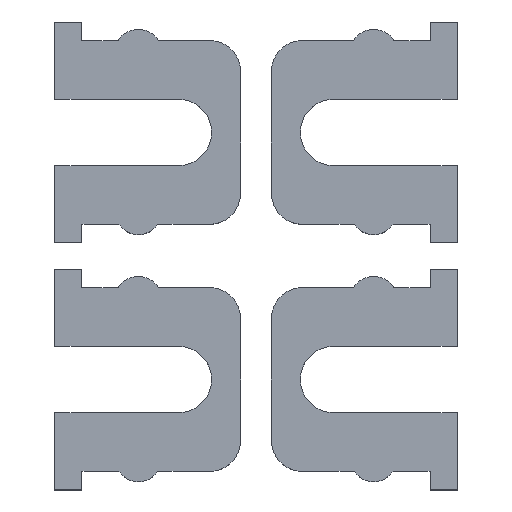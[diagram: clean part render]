
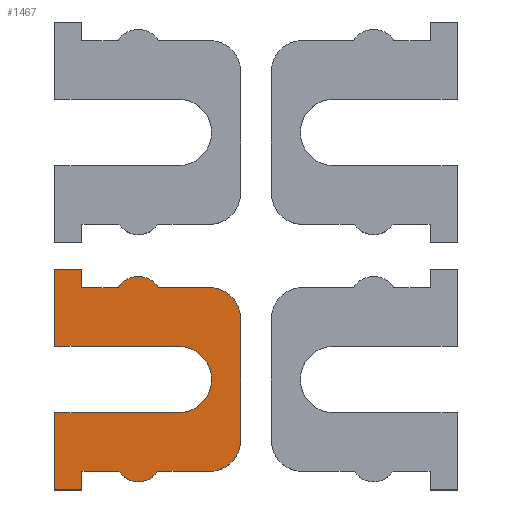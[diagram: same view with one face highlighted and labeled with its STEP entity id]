
A CAD part, top view. The second image highlights one B-rep face of the part: STEP entity #1467.
In plain terms, the highlighted planar face has unit normal (0, 0, 1).
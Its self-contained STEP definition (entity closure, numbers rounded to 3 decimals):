
#37=PLANE('',#1576);
#103=FACE_OUTER_BOUND('',#183,.T.);
#183=EDGE_LOOP('',(#1109,#1110,#1111,#1112,#1113,#1114,#1115,#1116,#1117,
#1118,#1119,#1120,#1121,#1122,#1123,#1124,#1125,#1126));
#287=LINE('',#2202,#463);
#290=LINE('',#2208,#466);
#291=LINE('',#2212,#467);
#292=LINE('',#2216,#468);
#293=LINE('',#2218,#469);
#294=LINE('',#2220,#470);
#295=LINE('',#2222,#471);
#296=LINE('',#2224,#472);
#297=LINE('',#2228,#473);
#298=LINE('',#2230,#474);
#299=LINE('',#2232,#475);
#300=LINE('',#2234,#476);
#301=LINE('',#2236,#477);
#463=VECTOR('',#1778,10.);
#466=VECTOR('',#1783,10.);
#467=VECTOR('',#1786,10.);
#468=VECTOR('',#1789,10.);
#469=VECTOR('',#1790,10.);
#470=VECTOR('',#1791,10.);
#471=VECTOR('',#1792,10.);
#472=VECTOR('',#1793,10.);
#473=VECTOR('',#1796,10.);
#474=VECTOR('',#1797,10.);
#475=VECTOR('',#1798,10.);
#476=VECTOR('',#1799,10.);
#477=VECTOR('',#1800,10.);
#604=CIRCLE('',#1574,2.);
#605=CIRCLE('',#1577,2.);
#606=CIRCLE('',#1578,1.553);
#607=CIRCLE('',#1579,2.15);
#608=CIRCLE('',#1580,1.508);
#671=VERTEX_POINT('',#2195);
#672=VERTEX_POINT('',#2197);
#673=VERTEX_POINT('',#2201);
#675=VERTEX_POINT('',#2207);
#676=VERTEX_POINT('',#2209);
#677=VERTEX_POINT('',#2211);
#678=VERTEX_POINT('',#2213);
#679=VERTEX_POINT('',#2215);
#680=VERTEX_POINT('',#2217);
#681=VERTEX_POINT('',#2219);
#682=VERTEX_POINT('',#2221);
#683=VERTEX_POINT('',#2223);
#684=VERTEX_POINT('',#2225);
#685=VERTEX_POINT('',#2227);
#686=VERTEX_POINT('',#2229);
#687=VERTEX_POINT('',#2231);
#688=VERTEX_POINT('',#2233);
#689=VERTEX_POINT('',#2235);
#833=EDGE_CURVE('',#671,#672,#604,.T.);
#835=EDGE_CURVE('',#672,#673,#287,.T.);
#838=EDGE_CURVE('',#671,#675,#290,.T.);
#839=EDGE_CURVE('',#676,#675,#605,.T.);
#840=EDGE_CURVE('',#677,#676,#291,.T.);
#841=EDGE_CURVE('',#677,#678,#606,.T.);
#842=EDGE_CURVE('',#679,#678,#292,.T.);
#843=EDGE_CURVE('',#679,#680,#293,.T.);
#844=EDGE_CURVE('',#680,#681,#294,.T.);
#845=EDGE_CURVE('',#681,#682,#295,.T.);
#846=EDGE_CURVE('',#682,#683,#296,.T.);
#847=EDGE_CURVE('',#684,#683,#607,.T.);
#848=EDGE_CURVE('',#685,#684,#297,.T.);
#849=EDGE_CURVE('',#686,#685,#298,.T.);
#850=EDGE_CURVE('',#687,#686,#299,.T.);
#851=EDGE_CURVE('',#688,#687,#300,.T.);
#852=EDGE_CURVE('',#689,#688,#301,.T.);
#853=EDGE_CURVE('',#689,#673,#608,.T.);
#1109=ORIENTED_EDGE('',*,*,#833,.F.);
#1110=ORIENTED_EDGE('',*,*,#838,.T.);
#1111=ORIENTED_EDGE('',*,*,#839,.F.);
#1112=ORIENTED_EDGE('',*,*,#840,.F.);
#1113=ORIENTED_EDGE('',*,*,#841,.T.);
#1114=ORIENTED_EDGE('',*,*,#842,.F.);
#1115=ORIENTED_EDGE('',*,*,#843,.T.);
#1116=ORIENTED_EDGE('',*,*,#844,.T.);
#1117=ORIENTED_EDGE('',*,*,#845,.T.);
#1118=ORIENTED_EDGE('',*,*,#846,.T.);
#1119=ORIENTED_EDGE('',*,*,#847,.F.);
#1120=ORIENTED_EDGE('',*,*,#848,.F.);
#1121=ORIENTED_EDGE('',*,*,#849,.F.);
#1122=ORIENTED_EDGE('',*,*,#850,.F.);
#1123=ORIENTED_EDGE('',*,*,#851,.F.);
#1124=ORIENTED_EDGE('',*,*,#852,.F.);
#1125=ORIENTED_EDGE('',*,*,#853,.T.);
#1126=ORIENTED_EDGE('',*,*,#835,.F.);
#1467=ADVANCED_FACE('',(#103),#37,.T.);
#1574=AXIS2_PLACEMENT_3D('',#2198,#1773,#1774);
#1576=AXIS2_PLACEMENT_3D('',#2206,#1781,#1782);
#1577=AXIS2_PLACEMENT_3D('',#2210,#1784,#1785);
#1578=AXIS2_PLACEMENT_3D('',#2214,#1787,#1788);
#1579=AXIS2_PLACEMENT_3D('',#2226,#1794,#1795);
#1580=AXIS2_PLACEMENT_3D('',#2237,#1801,#1802);
#1773=DIRECTION('center_axis',(0.,0.,-1.));
#1774=DIRECTION('ref_axis',(0.707,-0.707,0.));
#1778=DIRECTION('',(-1.,0.,0.));
#1781=DIRECTION('center_axis',(0.,0.,1.));
#1782=DIRECTION('ref_axis',(-1.,0.,0.));
#1783=DIRECTION('',(0.,1.,0.));
#1784=DIRECTION('center_axis',(0.,0.,-1.));
#1785=DIRECTION('ref_axis',(0.707,0.707,0.));
#1786=DIRECTION('',(1.,0.,0.));
#1787=DIRECTION('center_axis',(0.,0.,
1.));
#1788=DIRECTION('ref_axis',(0.846,0.533,0.));
#1789=DIRECTION('',(1.,0.,0.));
#1790=DIRECTION('',(0.,1.,0.));
#1791=DIRECTION('',(-1.,0.,0.));
#1792=DIRECTION('',(0.,-1.,0.));
#1793=DIRECTION('',(1.,0.,0.));
#1794=DIRECTION('center_axis',(0.,0.,1.));
#1795=DIRECTION('ref_axis',(0.,-1.,0.));
#1796=DIRECTION('',(1.,0.,0.));
#1797=DIRECTION('',(0.,1.,0.));
#1798=DIRECTION('',(-1.,0.,0.));
#1799=DIRECTION('',(0.,-1.,0.));
#1800=DIRECTION('',(-1.,0.,0.));
#1801=DIRECTION('center_axis',(0.,0.,1.));
#1802=DIRECTION('ref_axis',(-0.833,-0.553,0.));
#2195=CARTESIAN_POINT('',(-14.23,-12.45,-2.02));
#2197=CARTESIAN_POINT('',(-16.23,-14.45,-2.02));
#2198=CARTESIAN_POINT('Origin',(-16.23,-12.45,-2.02));
#2201=CARTESIAN_POINT('',(-19.594,-14.45,-2.02));
#2202=CARTESIAN_POINT('',(-14.23,-14.45,-2.02));
#2206=CARTESIAN_POINT('Origin',(-20.24,-8.5,-2.02));
#2207=CARTESIAN_POINT('',(-14.23,-4.55,-2.02));
#2208=CARTESIAN_POINT('',(-14.23,-14.6,-2.02));
#2209=CARTESIAN_POINT('',(-16.23,-2.55,-2.02));
#2210=CARTESIAN_POINT('Origin',(-16.23,-4.55,-2.02));
#2211=CARTESIAN_POINT('',(-19.536,-2.55,-2.02));
#2212=CARTESIAN_POINT('',(-19.536,-2.55,-2.02));
#2213=CARTESIAN_POINT('',(-22.164,-2.55,-2.02));
#2214=CARTESIAN_POINT('Origin',(-20.85,-3.378,-2.02));
#2215=CARTESIAN_POINT('',(-24.5,-2.55,-2.02));
#2216=CARTESIAN_POINT('',(-23.5,-2.55,-2.02));
#2217=CARTESIAN_POINT('',(-24.5,-1.35,-2.02));
#2218=CARTESIAN_POINT('',(-24.5,-2.55,-2.02));
#2219=CARTESIAN_POINT('',(-26.25,-1.35,-2.02));
#2220=CARTESIAN_POINT('',(-24.5,-1.35,-2.02));
#2221=CARTESIAN_POINT('',(-26.25,-6.35,-2.02));
#2222=CARTESIAN_POINT('',(-26.25,-1.35,-2.02));
#2223=CARTESIAN_POINT('',(-18.25,-6.35,-2.02));
#2224=CARTESIAN_POINT('',(-26.25,-6.35,-2.02));
#2225=CARTESIAN_POINT('',(-18.25,-10.65,-2.02));
#2226=CARTESIAN_POINT('Origin',(-18.25,-8.5,-2.02));
#2227=CARTESIAN_POINT('',(-26.25,-10.65,-2.02));
#2228=CARTESIAN_POINT('',(-26.25,-10.65,-2.02));
#2229=CARTESIAN_POINT('',(-26.25,-15.65,-2.02));
#2230=CARTESIAN_POINT('',(-26.25,-15.65,-2.02));
#2231=CARTESIAN_POINT('',(-24.5,-15.65,-2.02));
#2232=CARTESIAN_POINT('',(-24.5,-15.65,-2.02));
#2233=CARTESIAN_POINT('',(-24.5,-14.45,-2.02));
#2234=CARTESIAN_POINT('',(-24.5,-14.45,-2.02));
#2235=CARTESIAN_POINT('',(-22.106,-14.45,-2.02));
#2236=CARTESIAN_POINT('',(-23.5,-14.45,-2.02));
#2237=CARTESIAN_POINT('Origin',(-20.85,-13.616,-2.02));
